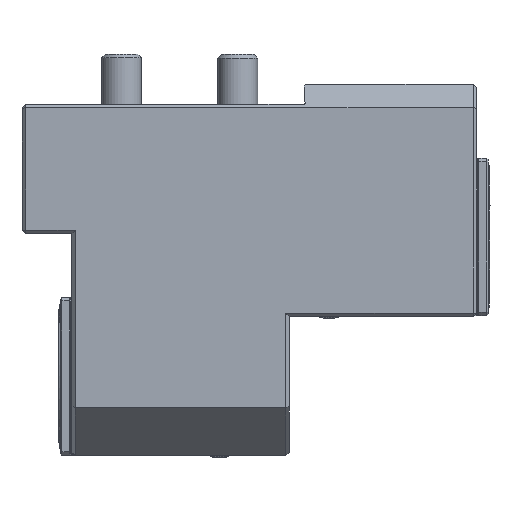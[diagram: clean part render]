
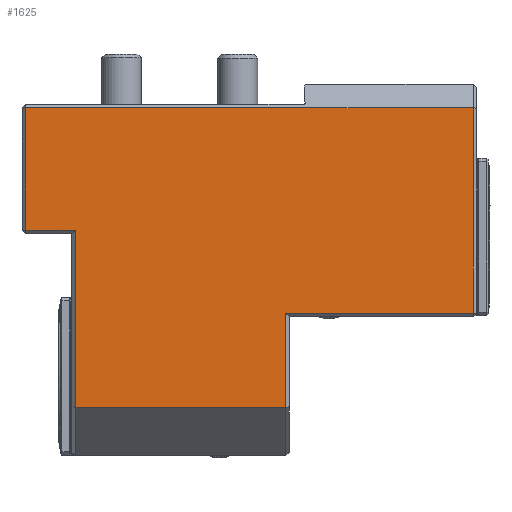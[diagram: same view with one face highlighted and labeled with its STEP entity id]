
A CAD part, front view. The second image highlights one B-rep face of the part: STEP entity #1625.
In plain terms, the highlighted planar face has unit normal (0, -1, 0).
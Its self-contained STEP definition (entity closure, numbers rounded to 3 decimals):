
#347=LINE('',#7588,#739);
#348=LINE('',#7590,#740);
#350=LINE('',#7594,#742);
#352=LINE('',#7598,#744);
#353=LINE('',#7600,#745);
#354=LINE('',#7602,#746);
#360=LINE('',#7614,#752);
#407=LINE('',#7756,#799);
#739=VECTOR('',#5597,1.);
#740=VECTOR('',#5600,1.);
#742=VECTOR('',#5604,1.);
#744=VECTOR('',#5608,1.);
#745=VECTOR('',#5611,1.);
#746=VECTOR('',#5614,1.);
#752=VECTOR('',#5624,1.);
#799=VECTOR('',#5757,1.);
#1058=PLANE('',#4680);
#1248=FACE_OUTER_BOUND('',#2152,.T.);
#1625=ADVANCED_FACE('',(#1248),#1058,.T.);
#2152=EDGE_LOOP('',(#3138,#3139,#3140,#3141,#3142,#3143,#3144,#3145));
#3138=ORIENTED_EDGE('',*,*,#4132,.F.);
#3139=ORIENTED_EDGE('',*,*,#4131,.T.);
#3140=ORIENTED_EDGE('',*,*,#4130,.T.);
#3141=ORIENTED_EDGE('',*,*,#4128,.T.);
#3142=ORIENTED_EDGE('',*,*,#4203,.T.);
#3143=ORIENTED_EDGE('',*,*,#4138,.T.);
#3144=ORIENTED_EDGE('',*,*,#4126,.T.);
#3145=ORIENTED_EDGE('',*,*,#4125,.T.);
#3598=VERTEX_POINT('',#7500);
#3602=VERTEX_POINT('',#7515);
#3603=VERTEX_POINT('',#7522);
#3604=VERTEX_POINT('',#7526);
#3622=VERTEX_POINT('',#7587);
#3623=VERTEX_POINT('',#7593);
#3624=VERTEX_POINT('',#7597);
#3627=VERTEX_POINT('',#7611);
#4125=EDGE_CURVE('',#3622,#3603,#347,.T.);
#4126=EDGE_CURVE('',#3604,#3622,#348,.T.);
#4128=EDGE_CURVE('',#3598,#3623,#350,.T.);
#4130=EDGE_CURVE('',#3624,#3598,#352,.T.);
#4131=EDGE_CURVE('',#3602,#3624,#353,.T.);
#4132=EDGE_CURVE('',#3602,#3603,#354,.T.);
#4138=EDGE_CURVE('',#3627,#3604,#360,.T.);
#4203=EDGE_CURVE('',#3623,#3627,#407,.T.);
#4680=AXIS2_PLACEMENT_3D('',#7757,#5758,#5759);
#5597=DIRECTION('',(0.,0.,-1.));
#5600=DIRECTION('',(1.,0.,0.));
#5604=DIRECTION('',(0.,0.,1.));
#5608=DIRECTION('',(1.,0.,0.));
#5611=DIRECTION('',(0.,0.,1.));
#5614=DIRECTION('',(-1.,0.,0.));
#5624=DIRECTION('',(0.,0.,-1.));
#5757=DIRECTION('',(-1.,0.,0.));
#5758=DIRECTION('',(0.,-1.,0.));
#5759=DIRECTION('',(0.,0.,1.));
#7500=CARTESIAN_POINT('',(50.931,-49.95,-62.979));
#7515=CARTESIAN_POINT('',(-5.512,-49.95,-91.517));
#7522=CARTESIAN_POINT('',(-68.949,-49.95,-91.517));
#7526=CARTESIAN_POINT('',(-83.934,-49.95,-38.004));
#7587=CARTESIAN_POINT('',(-68.949,-49.95,-38.004));
#7588=CARTESIAN_POINT('',(-68.949,-49.95,5.952));
#7590=CARTESIAN_POINT('',(51.93,-49.95,-38.004));
#7593=CARTESIAN_POINT('',(50.931,-49.95,-1.041));
#7594=CARTESIAN_POINT('',(50.931,-49.95,-1.041));
#7597=CARTESIAN_POINT('',(-5.512,-49.95,-62.979));
#7598=CARTESIAN_POINT('',(51.93,-49.95,-62.979));
#7600=CARTESIAN_POINT('',(-5.512,-49.95,-63.978));
#7602=CARTESIAN_POINT('',(51.93,-49.95,-91.517));
#7611=CARTESIAN_POINT('',(-83.934,-49.95,-1.041));
#7614=CARTESIAN_POINT('',(-83.934,-49.95,5.952));
#7756=CARTESIAN_POINT('',(51.93,-49.95,-1.041));
#7757=CARTESIAN_POINT('',(51.93,-49.95,5.952));
